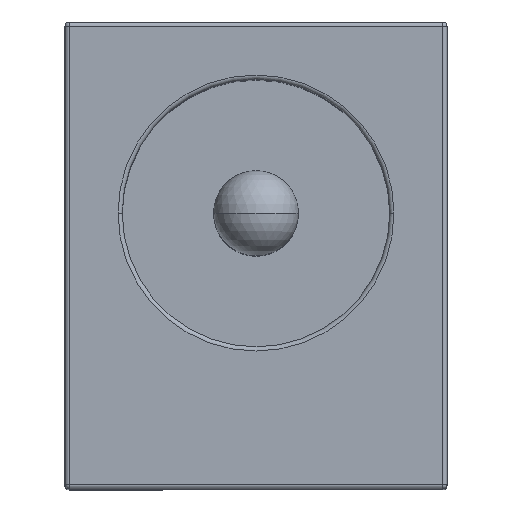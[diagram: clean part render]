
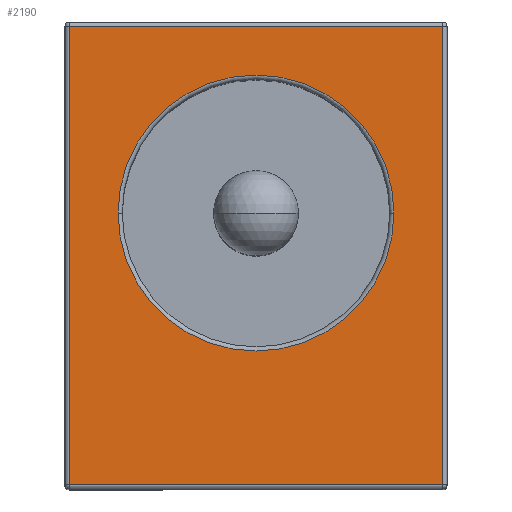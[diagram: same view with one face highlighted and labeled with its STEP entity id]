
A CAD part, top view. The second image highlights one B-rep face of the part: STEP entity #2190.
In plain terms, the highlighted planar face has unit normal (0, 0, 1).
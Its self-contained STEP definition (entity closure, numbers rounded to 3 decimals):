
#68 = ORIENTED_EDGE ( 'NONE', *, *, #1044, .T. ) ;
#104 = DIRECTION ( 'NONE',  ( 1., 0., 0. ) ) ;
#115 = EDGE_CURVE ( 'NONE', #189, #1930, #2044, .T. ) ;
#189 = VERTEX_POINT ( 'NONE', #630 ) ;
#194 = CARTESIAN_POINT ( 'NONE',  ( 4.4, 0., 0. ) ) ;
#247 = AXIS2_PLACEMENT_3D ( 'NONE', #507, #482, #815 ) ;
#277 = VECTOR ( 'NONE', #1440, 1000. ) ;
#361 = LINE ( 'NONE', #194, #277 ) ;
#372 = EDGE_LOOP ( 'NONE', ( #2293, #1115, #68, #1434 ) ) ;
#404 = VERTEX_POINT ( 'NONE', #1063 ) ;
#482 = DIRECTION ( 'NONE',  ( 0., 0., -1. ) ) ;
#507 = CARTESIAN_POINT ( 'NONE',  ( 0., 1., 0. ) ) ;
#514 = DIRECTION ( 'NONE',  ( 0., -1., 0. ) ) ;
#630 = CARTESIAN_POINT ( 'NONE',  ( -4.4, -5.4, 0. ) ) ;
#640 = CARTESIAN_POINT ( 'NONE',  ( -3.25, 1., 0. ) ) ;
#683 = EDGE_LOOP ( 'NONE', ( #1778, #1943 ) ) ;
#808 = DIRECTION ( 'NONE',  ( 0., 0., 1. ) ) ;
#815 = DIRECTION ( 'NONE',  ( 1., 0., 0. ) ) ;
#833 = FACE_OUTER_BOUND ( 'NONE', #372, .T. ) ;
#850 = CIRCLE ( 'NONE', #1045, 3.25 ) ;
#963 = DIRECTION ( 'NONE',  ( 1., 0., 0. ) ) ;
#994 = VERTEX_POINT ( 'NONE', #1762 ) ;
#1004 = CARTESIAN_POINT ( 'NONE',  ( 4.4, -5.4, 0. ) ) ;
#1044 = EDGE_CURVE ( 'NONE', #994, #189, #1604, .T. ) ;
#1045 = AXIS2_PLACEMENT_3D ( 'NONE', #1471, #1669, #1815 ) ;
#1063 = CARTESIAN_POINT ( 'NONE',  ( 4.4, 5.4, 0. ) ) ;
#1115 = ORIENTED_EDGE ( 'NONE', *, *, #1646, .T. ) ;
#1213 = DIRECTION ( 'NONE',  ( -1., 0., 0. ) ) ;
#1266 = CARTESIAN_POINT ( 'NONE',  ( 0., 5.4, 0. ) ) ;
#1371 = EDGE_CURVE ( 'NONE', #1940, #1739, #850, .T. ) ;
#1415 = LINE ( 'NONE', #1266, #1664 ) ;
#1434 = ORIENTED_EDGE ( 'NONE', *, *, #115, .T. ) ;
#1440 = DIRECTION ( 'NONE',  ( 0., 1., 0. ) ) ;
#1471 = CARTESIAN_POINT ( 'NONE',  ( 0., 1., 0. ) ) ;
#1484 = VECTOR ( 'NONE', #514, 1000. ) ;
#1533 = FACE_BOUND ( 'NONE', #683, .T. ) ;
#1553 = AXIS2_PLACEMENT_3D ( 'NONE', #1889, #808, #104 ) ;
#1556 = CIRCLE ( 'NONE', #247, 3.25 ) ;
#1586 = EDGE_CURVE ( 'NONE', #1930, #404, #361, .T. ) ;
#1604 = LINE ( 'NONE', #1616, #1484 ) ;
#1616 = CARTESIAN_POINT ( 'NONE',  ( -4.4, 0., 0. ) ) ;
#1646 = EDGE_CURVE ( 'NONE', #404, #994, #1415, .T. ) ;
#1664 = VECTOR ( 'NONE', #1213, 1000. ) ;
#1669 = DIRECTION ( 'NONE',  ( 0., 0., -1. ) ) ;
#1715 = CARTESIAN_POINT ( 'NONE',  ( 0., -5.4, 0. ) ) ;
#1737 = PLANE ( 'NONE',  #1553 ) ;
#1739 = VERTEX_POINT ( 'NONE', #1805 ) ;
#1762 = CARTESIAN_POINT ( 'NONE',  ( -4.4, 5.4, 0. ) ) ;
#1778 = ORIENTED_EDGE ( 'NONE', *, *, #2019, .T. ) ;
#1805 = CARTESIAN_POINT ( 'NONE',  ( 3.25, 1., 0. ) ) ;
#1815 = DIRECTION ( 'NONE',  ( 1., 0., 0. ) ) ;
#1867 = VECTOR ( 'NONE', #963, 1000. ) ;
#1889 = CARTESIAN_POINT ( 'NONE',  ( 0., 0., 0. ) ) ;
#1930 = VERTEX_POINT ( 'NONE', #1004 ) ;
#1940 = VERTEX_POINT ( 'NONE', #640 ) ;
#1943 = ORIENTED_EDGE ( 'NONE', *, *, #1371, .T. ) ;
#2019 = EDGE_CURVE ( 'NONE', #1739, #1940, #1556, .T. ) ;
#2044 = LINE ( 'NONE', #1715, #1867 ) ;
#2190 = ADVANCED_FACE ( 'NONE', ( #833, #1533 ), #1737, .T. ) ;
#2293 = ORIENTED_EDGE ( 'NONE', *, *, #1586, .T. ) ;
